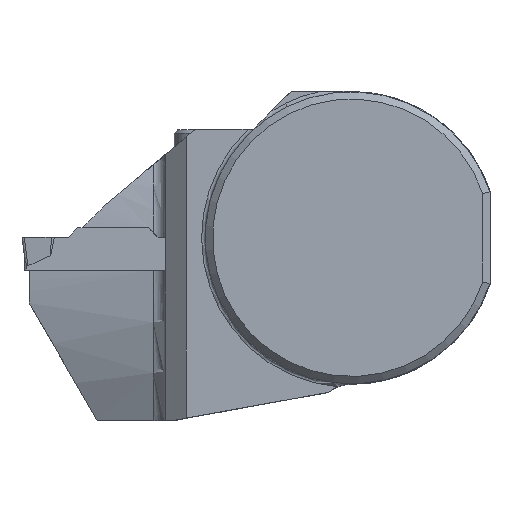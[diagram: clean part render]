
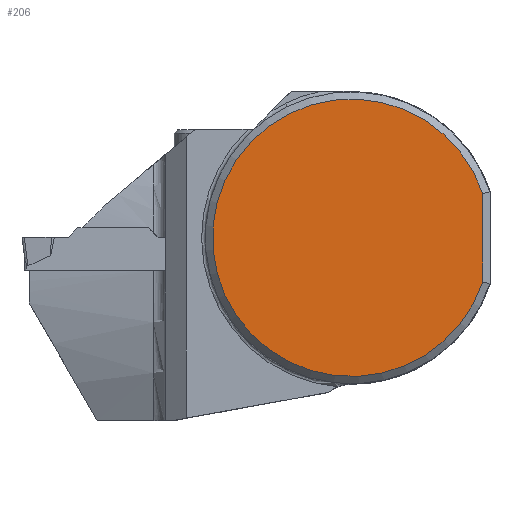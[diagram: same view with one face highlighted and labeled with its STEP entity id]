
A CAD part, top view. The second image highlights one B-rep face of the part: STEP entity #206.
In plain terms, the highlighted planar face has unit normal (0, 0, 1).
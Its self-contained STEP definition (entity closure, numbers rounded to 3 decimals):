
#153=PLANE('',#1625);
#206=ADVANCED_FACE('',(#300),#153,.F.);
#300=FACE_OUTER_BOUND('',#376,.T.);
#376=EDGE_LOOP('',(#794,#795));
#473=LINE('',#2285,#597);
#597=VECTOR('',#1830,1.);
#707=CIRCLE('',#1624,19.);
#794=ORIENTED_EDGE('',*,*,#1349,.F.);
#795=ORIENTED_EDGE('',*,*,#1350,.T.);
#1200=VERTEX_POINT('',#2286);
#1201=VERTEX_POINT('',#2287);
#1349=EDGE_CURVE('',#1200,#1201,#473,.T.);
#1350=EDGE_CURVE('',#1200,#1201,#707,.T.);
#1624=AXIS2_PLACEMENT_3D('',#2288,#1831,#1832);
#1625=AXIS2_PLACEMENT_3D('',#2289,#1833,#1834);
#1830=DIRECTION('',(0.,-1.,0.));
#1831=DIRECTION('',(0.,0.,1.));
#1832=DIRECTION('',(-1.,0.,0.));
#1833=DIRECTION('',(0.,0.,-1.));
#1834=DIRECTION('',(-1.,0.,0.));
#2285=CARTESIAN_POINT('',(18.,0.,0.325));
#2286=CARTESIAN_POINT('',(18.,6.083,0.325));
#2287=CARTESIAN_POINT('',(18.,-6.083,0.325));
#2288=CARTESIAN_POINT('',(0.,0.,0.325));
#2289=CARTESIAN_POINT('',(0.,0.,0.325));
